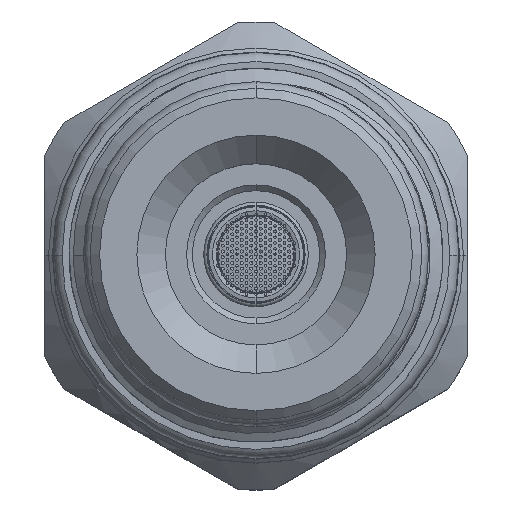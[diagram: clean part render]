
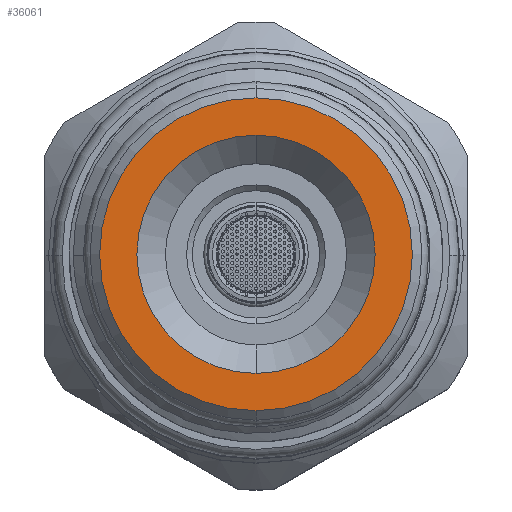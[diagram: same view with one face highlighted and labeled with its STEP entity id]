
A CAD part, top view. The second image highlights one B-rep face of the part: STEP entity #36061.
In plain terms, the highlighted planar face has unit normal (0, 0, 1).
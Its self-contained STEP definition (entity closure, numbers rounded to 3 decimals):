
#570 = DIRECTION ( 'NONE',  ( 0., 1., 0. ) ) ;
#3090 = EDGE_CURVE ( 'NONE', #10857, #7045, #49732, .T. ) ;
#5705 = DIRECTION ( 'NONE',  ( 0., 0., -1. ) ) ;
#5989 = DIRECTION ( 'NONE',  ( 0., 0., 1. ) ) ;
#6764 = CARTESIAN_POINT ( 'NONE',  ( 0., -8.225, 58.802 ) ) ;
#7045 = VERTEX_POINT ( 'NONE', #6764 ) ;
#9448 = CARTESIAN_POINT ( 'NONE',  ( 0., 0., 58.802 ) ) ;
#10857 = VERTEX_POINT ( 'NONE', #27206 ) ;
#10967 = DIRECTION ( 'NONE',  ( 0., 0., 1. ) ) ;
#13612 = CIRCLE ( 'NONE', #36449, 6.265 ) ;
#14721 = EDGE_LOOP ( 'NONE', ( #24519, #31844 ) ) ;
#16668 = FACE_OUTER_BOUND ( 'NONE', #14721, .T. ) ;
#19792 = EDGE_CURVE ( 'NONE', #30096, #45918, #37753, .T. ) ;
#23491 = CARTESIAN_POINT ( 'NONE',  ( 0., 6.265, 58.802 ) ) ;
#23603 = DIRECTION ( 'NONE',  ( 0., -1., 0. ) ) ;
#24519 = ORIENTED_EDGE ( 'NONE', *, *, #47444, .T. ) ;
#26402 = CARTESIAN_POINT ( 'NONE',  ( 0., -6.265, 58.802 ) ) ;
#26545 = PLANE ( 'NONE',  #43025 ) ;
#27206 = CARTESIAN_POINT ( 'NONE',  ( 0., 8.225, 58.802 ) ) ;
#30008 = CARTESIAN_POINT ( 'NONE',  ( 0., 0., 58.802 ) ) ;
#30096 = VERTEX_POINT ( 'NONE', #26402 ) ;
#31380 = EDGE_LOOP ( 'NONE', ( #51449, #44600 ) ) ;
#31844 = ORIENTED_EDGE ( 'NONE', *, *, #3090, .T. ) ;
#32612 = EDGE_CURVE ( 'NONE', #45918, #30096, #13612, .T. ) ;
#33550 = CIRCLE ( 'NONE', #45218, 8.225 ) ;
#34622 = DIRECTION ( 'NONE',  ( 0., -1., 0. ) ) ;
#34791 = DIRECTION ( 'NONE',  ( 0., -1., 0. ) ) ;
#36061 = ADVANCED_FACE ( 'NONE', ( #16668, #39561 ), #26545, .F. ) ;
#36449 = AXIS2_PLACEMENT_3D ( 'NONE', #40636, #49562, #570 ) ;
#37358 = DIRECTION ( 'NONE',  ( 0., 0., 1. ) ) ;
#37521 = DIRECTION ( 'NONE',  ( 0., 1., 0. ) ) ;
#37753 = CIRCLE ( 'NONE', #41486, 6.265 ) ;
#37862 = CARTESIAN_POINT ( 'NONE',  ( 0., 0., 58.802 ) ) ;
#39561 = FACE_BOUND ( 'NONE', #31380, .T. ) ;
#40636 = CARTESIAN_POINT ( 'NONE',  ( 0., 0., 58.802 ) ) ;
#41486 = AXIS2_PLACEMENT_3D ( 'NONE', #37862, #37358, #37521 ) ;
#43025 = AXIS2_PLACEMENT_3D ( 'NONE', #9448, #5705, #34791 ) ;
#44600 = ORIENTED_EDGE ( 'NONE', *, *, #19792, .F. ) ;
#45218 = AXIS2_PLACEMENT_3D ( 'NONE', #51741, #10967, #23603 ) ;
#45918 = VERTEX_POINT ( 'NONE', #23491 ) ;
#46681 = AXIS2_PLACEMENT_3D ( 'NONE', #30008, #5989, #34622 ) ;
#47444 = EDGE_CURVE ( 'NONE', #7045, #10857, #33550, .T. ) ;
#49562 = DIRECTION ( 'NONE',  ( 0., 0., 1. ) ) ;
#49732 = CIRCLE ( 'NONE', #46681, 8.225 ) ;
#51449 = ORIENTED_EDGE ( 'NONE', *, *, #32612, .F. ) ;
#51741 = CARTESIAN_POINT ( 'NONE',  ( 0., 0., 58.802 ) ) ;
